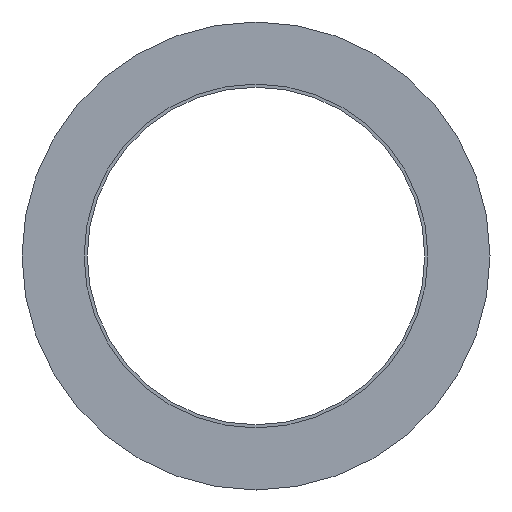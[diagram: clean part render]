
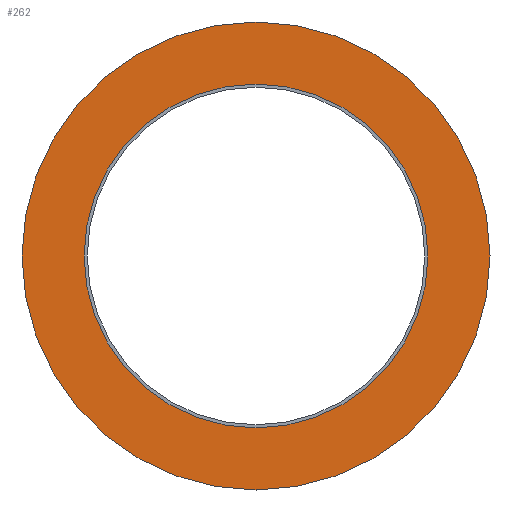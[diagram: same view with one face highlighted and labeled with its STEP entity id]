
A CAD part, front view. The second image highlights one B-rep face of the part: STEP entity #262.
In plain terms, the highlighted planar face has unit normal (0, -1, 0).
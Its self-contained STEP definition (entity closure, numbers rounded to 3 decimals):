
#24 = DIRECTION ( 'NONE',  ( 0., 1., 0. ) ) ;
#25 = EDGE_CURVE ( 'NONE', #616, #527, #66, .T. ) ;
#46 = CARTESIAN_POINT ( 'NONE',  ( 19.05, 0., 0. ) ) ;
#66 = CIRCLE ( 'NONE', #155, 14. ) ;
#89 = PLANE ( 'NONE',  #601 ) ;
#92 = DIRECTION ( 'NONE',  ( -1., 0., 0. ) ) ;
#96 = CARTESIAN_POINT ( 'NONE',  ( -19.05, 0., 0. ) ) ;
#99 = ORIENTED_EDGE ( 'NONE', *, *, #495, .T. ) ;
#110 = ORIENTED_EDGE ( 'NONE', *, *, #591, .F. ) ;
#121 = AXIS2_PLACEMENT_3D ( 'NONE', #471, #373, #474 ) ;
#143 = FACE_OUTER_BOUND ( 'NONE', #249, .T. ) ;
#146 = CARTESIAN_POINT ( 'NONE',  ( 14., 0., 0. ) ) ;
#155 = AXIS2_PLACEMENT_3D ( 'NONE', #322, #24, #506 ) ;
#177 = DIRECTION ( 'NONE',  ( 0., 1., 0. ) ) ;
#189 = CARTESIAN_POINT ( 'NONE',  ( 0., 0., 0. ) ) ;
#190 = EDGE_CURVE ( 'NONE', #412, #434, #489, .T. ) ;
#197 = ORIENTED_EDGE ( 'NONE', *, *, #190, .F. ) ;
#217 = ORIENTED_EDGE ( 'NONE', *, *, #25, .T. ) ;
#222 = FACE_BOUND ( 'NONE', #340, .T. ) ;
#238 = DIRECTION ( 'NONE',  ( 0., 1., 0. ) ) ;
#249 = EDGE_LOOP ( 'NONE', ( #110, #197 ) ) ;
#262 = ADVANCED_FACE ( 'NONE', ( #143, #222 ), #89, .F. ) ;
#283 = CARTESIAN_POINT ( 'NONE',  ( 19.05, 0., 0. ) ) ;
#319 = CARTESIAN_POINT ( 'NONE',  ( -14., 0., 0. ) ) ;
#322 = CARTESIAN_POINT ( 'NONE',  ( 0., 0., 0. ) ) ;
#329 = DIRECTION ( 'NONE',  ( -1., 0., 0. ) ) ;
#340 = EDGE_LOOP ( 'NONE', ( #99, #217 ) ) ;
#373 = DIRECTION ( 'NONE',  ( 0., 1., 0. ) ) ;
#379 = AXIS2_PLACEMENT_3D ( 'NONE', #189, #238, #563 ) ;
#412 = VERTEX_POINT ( 'NONE', #46 ) ;
#417 = CIRCLE ( 'NONE', #379, 19.05 ) ;
#425 = DIRECTION ( 'NONE',  ( 0., 1., 0. ) ) ;
#434 = VERTEX_POINT ( 'NONE', #96 ) ;
#471 = CARTESIAN_POINT ( 'NONE',  ( 0., 0., 0. ) ) ;
#474 = DIRECTION ( 'NONE',  ( -1., 0., 0. ) ) ;
#489 = CIRCLE ( 'NONE', #121, 19.05 ) ;
#495 = EDGE_CURVE ( 'NONE', #527, #616, #582, .T. ) ;
#497 = CARTESIAN_POINT ( 'NONE',  ( 0., 0., 0. ) ) ;
#506 = DIRECTION ( 'NONE',  ( -1., 0., 0. ) ) ;
#527 = VERTEX_POINT ( 'NONE', #319 ) ;
#563 = DIRECTION ( 'NONE',  ( -1., 0., 0. ) ) ;
#582 = CIRCLE ( 'NONE', #588, 14. ) ;
#588 = AXIS2_PLACEMENT_3D ( 'NONE', #497, #177, #329 ) ;
#591 = EDGE_CURVE ( 'NONE', #434, #412, #417, .T. ) ;
#601 = AXIS2_PLACEMENT_3D ( 'NONE', #283, #425, #92 ) ;
#616 = VERTEX_POINT ( 'NONE', #146 ) ;
